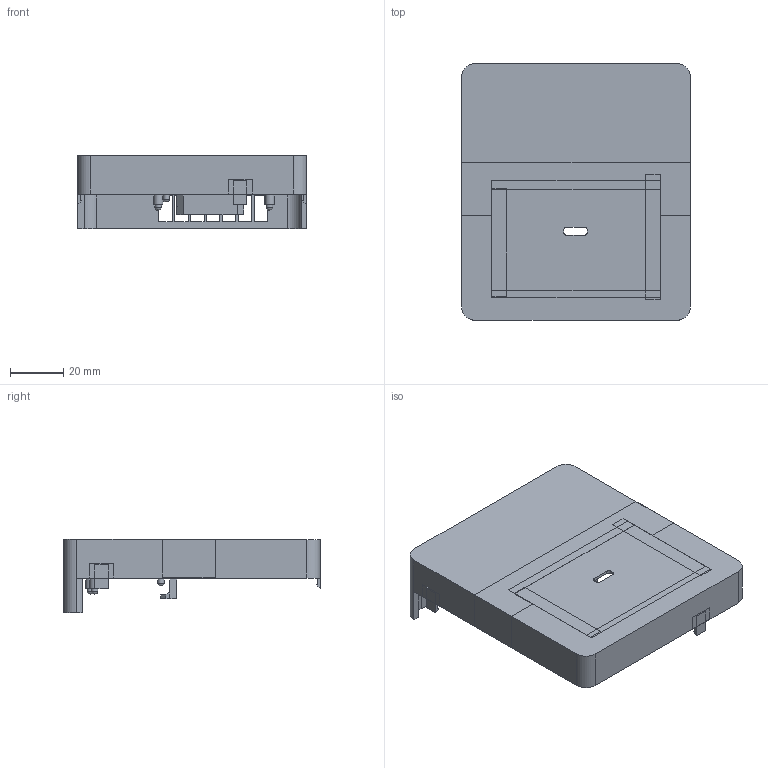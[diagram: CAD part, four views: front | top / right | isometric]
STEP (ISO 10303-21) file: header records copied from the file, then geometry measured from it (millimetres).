
FILE_DESCRIPTION(('HOOPS Exchange Step'),'2;1');
FILE_NAME('temp_export','2025-07-16T19:58:31-04:00',('bobwulff'),('Shapr3D Limited'),'HOOPS Exchange 2024.8','Shapr3D','Authorized');
FILE_SCHEMA( ('AP242_MANAGED_MODEL_BASED_3D_ENGINEERING_MIM_LF {1 0 10303 442 1 1 4}') );
Length unit declared in the file: millimetre
Products named in the file (12): MaleSnap (2); MaleSnap (3); MaleSnap (1); BigPeg (1); BigPeg (2); BigPeg (3); XLPeg (4); XLPeg (3); XLPeg (2); USB and FAN Module; root
Assembly tree (11 placements, depth 3):
  root
    USB and FAN Module
      MaleSnap (2)
      MaleSnap (3)
      MaleSnap (1)
      BigPeg (1)
      BigPeg (2)
      BigPeg (2)
      BigPeg (3)
      XLPeg (4)
      XLPeg (3)
      XLPeg (2)
Bounding box: 86.05 x 96.56 x 27.55 mm (x, y, z)
Volume: 105257 mm3; surface area: 36550.1 mm2
Topology: 24 solids, 24 shells, 194 faces, 467 edges, 315 vertices
Faces by surface type: plane 161, cylinder 26, sphere 6, torus 1
Full cylindrical faces by diameter (mm): 2 x4, 2.5 x7, 3.5 x2
Entity records: 5961 total; most frequent: CARTESIAN_POINT 994, DIRECTION 985, ORIENTED_EDGE 922, EDGE_CURVE 461, VECTOR 373, LINE 373, VERTEX_POINT 315, AXIS2_PLACEMENT_3D 306
